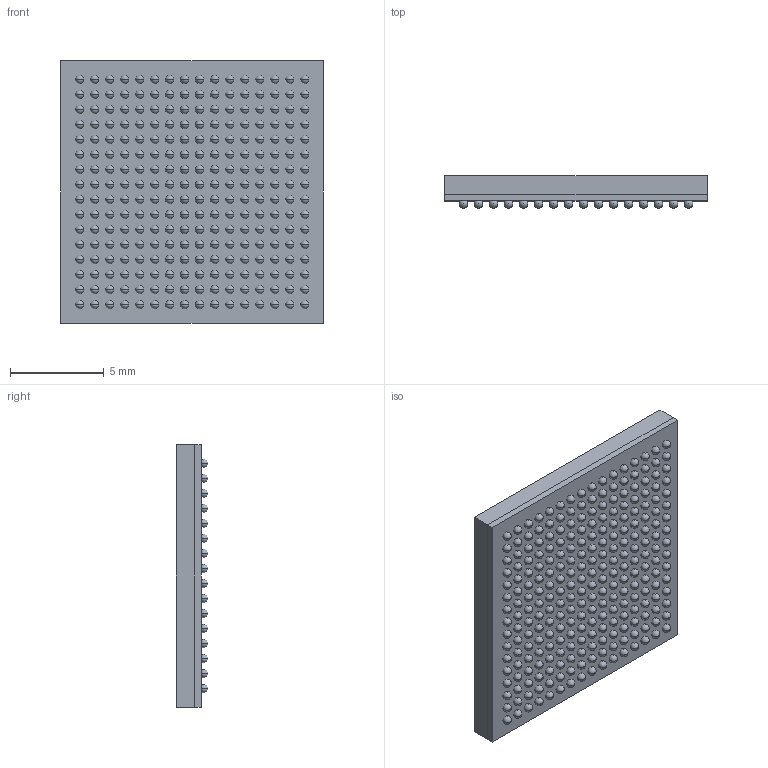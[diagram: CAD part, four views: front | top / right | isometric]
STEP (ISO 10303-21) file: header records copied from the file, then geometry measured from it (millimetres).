
FILE_DESCRIPTION (( 'STEP AP214' ), '1' );
FILE_NAME ( 'BGA256RCP80_16X16_1400X1400X170RB45.STEP', '2020-09-05T01:35:38', ( '' ), ( '' ), 'Part was generated with the free Library Expert Lite available at www.PCBLibraries.com. Removing line will violate the End User License Agreement.', '©2017 PCB Libraries, Inc.', '' );
FILE_SCHEMA (( 'AUTOMOTIVE_DESIGN' ));
Length unit declared in the file: millimetre
Products named in the file (1): BGA256RCP80_16X16_1400X1400X170RB45
Bounding box: 14 x 1.7 x 14 mm (x, y, z)
Volume: 274.8 mm3; surface area: 1022 mm2
Topology: 258 solids, 258 shells, 527 faces, 1822 edges, 1300 vertices
Faces by surface type: sphere 512, plane 13, torus 2
Entity records: 14306 total; most frequent: DIRECTION 2116, CARTESIAN_POINT 1602, ORIENTED_EDGE 1084, AXIS2_PLACEMENT_3D 1046, STYLED_ITEM 786, PRESENTATION_LAYER_ASSIGNMENT 786, MECHANICAL_DESIGN_GEOMETRIC_PRESENTATION_REPRESENTATION 786, EDGE_CURVE 542
